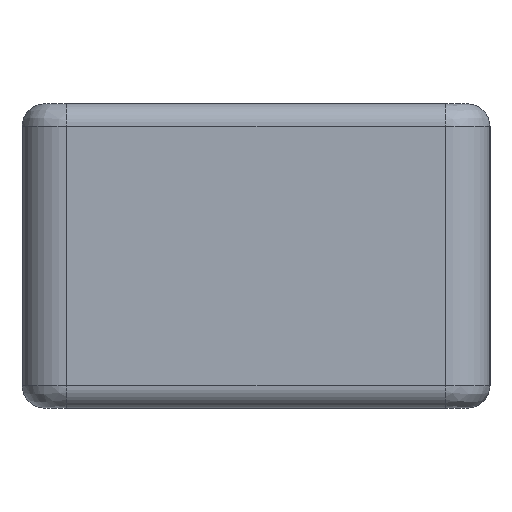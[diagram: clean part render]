
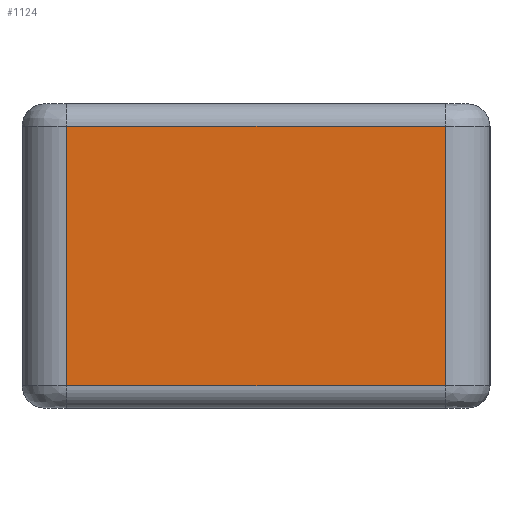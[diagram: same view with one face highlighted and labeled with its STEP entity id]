
A CAD part, left-side view. The second image highlights one B-rep face of the part: STEP entity #1124.
In plain terms, the highlighted planar face has unit normal (-1, 0, 0).
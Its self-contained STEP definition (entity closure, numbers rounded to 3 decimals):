
#40=PLANE('',#1243);
#107=FACE_OUTER_BOUND('',#188,.T.);
#188=EDGE_LOOP('',(#849,#850,#851,#852));
#274=LINE('',#1766,#357);
#279=LINE('',#1804,#362);
#290=LINE('',#1888,#373);
#291=LINE('',#1890,#374);
#357=VECTOR('',#1375,10.);
#362=VECTOR('',#1398,10.);
#373=VECTOR('',#1455,10.);
#374=VECTOR('',#1458,10.);
#517=VERTEX_POINT('',#1758);
#519=VERTEX_POINT('',#1764);
#525=VERTEX_POINT('',#1802);
#529=VERTEX_POINT('',#1827);
#620=EDGE_CURVE('',#519,#517,#274,.T.);
#632=EDGE_CURVE('',#525,#519,#279,.T.);
#658=EDGE_CURVE('',#529,#525,#290,.T.);
#659=EDGE_CURVE('',#517,#529,#291,.T.);
#849=ORIENTED_EDGE('',*,*,#620,.F.);
#850=ORIENTED_EDGE('',*,*,#632,.F.);
#851=ORIENTED_EDGE('',*,*,#658,.F.);
#852=ORIENTED_EDGE('',*,*,#659,.F.);
#1124=ADVANCED_FACE('',(#107),#40,.T.);
#1243=AXIS2_PLACEMENT_3D('',#1889,#1456,#1457);
#1375=DIRECTION('',(0.,1.,0.));
#1398=DIRECTION('',(0.,0.,-1.));
#1455=DIRECTION('',(0.,-1.,0.));
#1456=DIRECTION('center_axis',(-1.,0.,0.));
#1457=DIRECTION('ref_axis',(0.,-1.,0.));
#1458=DIRECTION('',(0.,0.,1.));
#1758=CARTESIAN_POINT('',(-177.5,21.07,2.5));
#1764=CARTESIAN_POINT('',(-177.5,-21.07,2.5));
#1766=CARTESIAN_POINT('',(-177.5,13.035,2.5));
#1802=CARTESIAN_POINT('',(-177.5,-21.07,31.4));
#1804=CARTESIAN_POINT('',(-177.5,-21.07,0.));
#1827=CARTESIAN_POINT('',(-177.5,21.07,31.4));
#1888=CARTESIAN_POINT('',(-177.5,13.035,31.4));
#1889=CARTESIAN_POINT('Origin',(-177.5,26.07,0.));
#1890=CARTESIAN_POINT('',(-177.5,21.07,0.));
